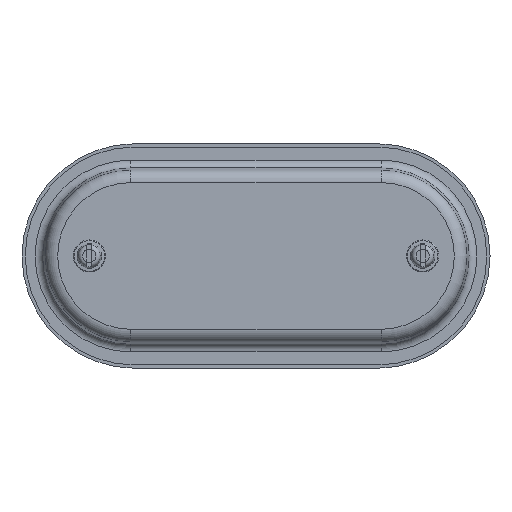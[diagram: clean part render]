
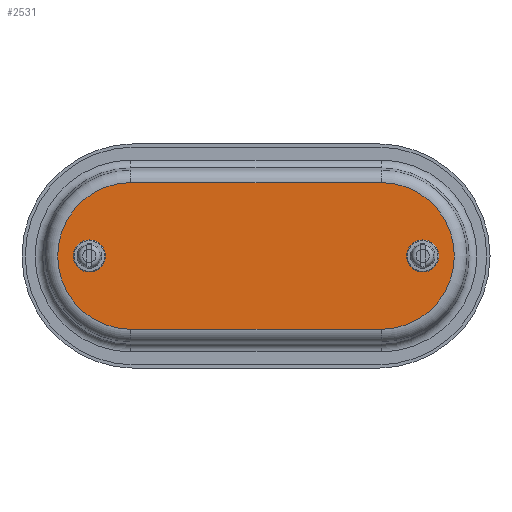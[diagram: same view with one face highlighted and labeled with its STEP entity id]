
A CAD part, top view. The second image highlights one B-rep face of the part: STEP entity #2531.
In plain terms, the highlighted planar face has unit normal (0, 0, 1).
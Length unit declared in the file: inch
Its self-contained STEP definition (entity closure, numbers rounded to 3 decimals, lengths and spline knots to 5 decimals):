
#103=FACE_BOUND('',#372,.T.);
#104=FACE_BOUND('',#373,.T.);
#139=PLANE('',#2827);
#218=FACE_OUTER_BOUND('',#371,.T.);
#371=EDGE_LOOP('',(#1786,#1787,#1788,#1789));
#372=EDGE_LOOP('',(#1790));
#373=EDGE_LOOP('',(#1791));
#558=LINE('',#4030,#758);
#559=LINE('',#4033,#759);
#758=VECTOR('',#3217,4.875);
#759=VECTOR('',#3220,4.875);
#952=CIRCLE('',#2828,1.43022);
#953=CIRCLE('',#2829,1.43022);
#954=CIRCLE('',#2830,0.1719);
#955=CIRCLE('',#2831,0.1719);
#1118=VERTEX_POINT('',#4026);
#1119=VERTEX_POINT('',#4027);
#1120=VERTEX_POINT('',#4029);
#1121=VERTEX_POINT('',#4031);
#1122=VERTEX_POINT('',#4034);
#1123=VERTEX_POINT('',#4036);
#1378=EDGE_CURVE('',#1118,#1119,#952,.T.);
#1379=EDGE_CURVE('',#1119,#1120,#558,.T.);
#1380=EDGE_CURVE('',#1120,#1121,#953,.T.);
#1381=EDGE_CURVE('',#1121,#1118,#559,.T.);
#1382=EDGE_CURVE('',#1122,#1122,#954,.T.);
#1383=EDGE_CURVE('',#1123,#1123,#955,.T.);
#1786=ORIENTED_EDGE('',*,*,#1378,.T.);
#1787=ORIENTED_EDGE('',*,*,#1379,.T.);
#1788=ORIENTED_EDGE('',*,*,#1380,.T.);
#1789=ORIENTED_EDGE('',*,*,#1381,.T.);
#1790=ORIENTED_EDGE('',*,*,#1382,.T.);
#1791=ORIENTED_EDGE('',*,*,#1383,.T.);
#2531=ADVANCED_FACE('',(#218,#103,#104),#139,.T.);
#2827=AXIS2_PLACEMENT_3D('',#4025,#3213,#3214);
#2828=AXIS2_PLACEMENT_3D('',#4028,#3215,#3216);
#2829=AXIS2_PLACEMENT_3D('',#4032,#3218,#3219);
#2830=AXIS2_PLACEMENT_3D('',#4035,#3221,#3222);
#2831=AXIS2_PLACEMENT_3D('',#4037,#3223,#3224);
#3213=DIRECTION('center_axis',(0.,0.,1.));
#3214=DIRECTION('ref_axis',(1.,0.,0.));
#3215=DIRECTION('center_axis',(0.,0.,1.));
#3216=DIRECTION('ref_axis',(1.,0.,0.));
#3217=DIRECTION('',(-1.,0.,0.));
#3218=DIRECTION('center_axis',(0.,0.,1.));
#3219=DIRECTION('ref_axis',(1.,0.,0.));
#3220=DIRECTION('',(1.,0.,0.));
#3221=DIRECTION('center_axis',(0.,0.,-1.));
#3222=DIRECTION('ref_axis',(-1.,0.,0.));
#3223=DIRECTION('center_axis',(0.,0.,-1.));
#3224=DIRECTION('ref_axis',(-1.,0.,0.));
#4025=CARTESIAN_POINT('Origin',(-2.,0.,0.55875));
#4026=CARTESIAN_POINT('',(2.8125,-1.43022,0.55875));
#4027=CARTESIAN_POINT('',(2.8125,1.43022,0.55875));
#4028=CARTESIAN_POINT('Origin',(2.8125,0.,0.55875));
#4029=CARTESIAN_POINT('',(-2.0625,1.43022,0.55875));
#4030=CARTESIAN_POINT('',(2.8125,1.43022,0.55875));
#4031=CARTESIAN_POINT('',(-2.0625,-1.43022,0.55875));
#4032=CARTESIAN_POINT('Origin',(-2.0625,0.,0.55875));
#4033=CARTESIAN_POINT('',(-2.0625,-1.43022,0.55875));
#4034=CARTESIAN_POINT('',(-3.0469,0.,0.55875));
#4035=CARTESIAN_POINT('Origin',(-2.875,0.,0.55875));
#4036=CARTESIAN_POINT('',(3.4531,0.,0.55875));
#4037=CARTESIAN_POINT('Origin',(3.625,0.,0.55875));
